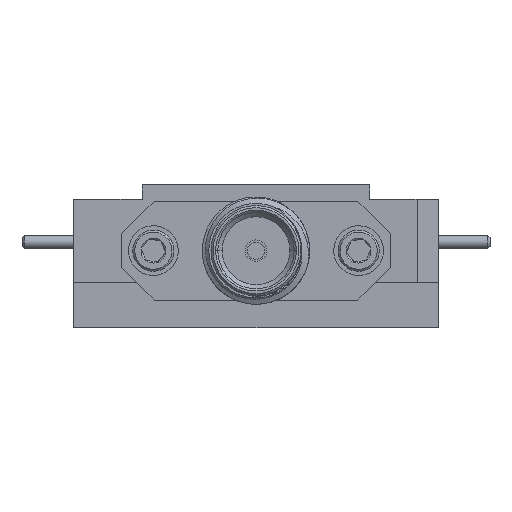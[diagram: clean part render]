
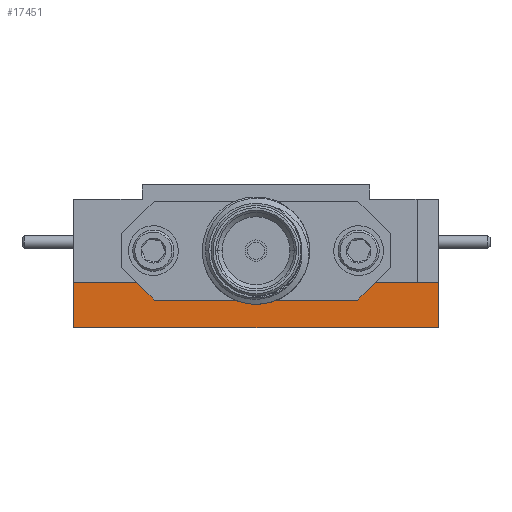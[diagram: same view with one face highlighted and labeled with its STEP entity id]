
A CAD part, left-side view. The second image highlights one B-rep face of the part: STEP entity #17451.
In plain terms, the highlighted planar face has unit normal (-1, 0, 0).
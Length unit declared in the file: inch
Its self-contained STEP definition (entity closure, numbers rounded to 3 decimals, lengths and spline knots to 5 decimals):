
#330 = CARTESIAN_POINT ( 'NONE',  ( -0.543, -0.425, -0.2 ) ) ;
#3680 = CARTESIAN_POINT ( 'NONE',  ( -0.543, 0.425, -0.2 ) ) ;
#5700 = CARTESIAN_POINT ( 'NONE',  ( -0.543, 0.425, -0.2 ) ) ;
#6094 = ORIENTED_EDGE ( 'NONE', *, *, #33697, .F. ) ;
#7469 = LINE ( 'NONE', #60936, #51123 ) ;
#11729 = VECTOR ( 'NONE', #15393, 39.37008 ) ;
#12123 = VERTEX_POINT ( 'NONE', #330 ) ;
#14240 = LINE ( 'NONE', #35597, #68180 ) ;
#14312 = DIRECTION ( 'NONE',  ( 0., 1., 0. ) ) ;
#15393 = DIRECTION ( 'NONE',  ( 0., 0., 1. ) ) ;
#15933 = EDGE_LOOP ( 'NONE', ( #54728, #58965, #6094, #37560 ) ) ;
#16431 = PLANE ( 'NONE',  #63603 ) ;
#17451 = ADVANCED_FACE ( 'NONE', ( #53305 ), #16431, .F. ) ;
#21905 = CARTESIAN_POINT ( 'NONE',  ( -0.543, 0.425, -0.2 ) ) ;
#27910 = EDGE_CURVE ( 'NONE', #12123, #49473, #36917, .T. ) ;
#28026 = VERTEX_POINT ( 'NONE', #5700 ) ;
#32028 = CARTESIAN_POINT ( 'NONE',  ( -0.543, -0.425, -0.2 ) ) ;
#33187 = DIRECTION ( 'NONE',  ( 0., 0., -1. ) ) ;
#33697 = EDGE_CURVE ( 'NONE', #12123, #28026, #7469, .T. ) ;
#33899 = EDGE_CURVE ( 'NONE', #49473, #61710, #14240, .T. ) ;
#35597 = CARTESIAN_POINT ( 'NONE',  ( -0.543, 0.425, -0.095 ) ) ;
#36917 = LINE ( 'NONE', #32028, #48005 ) ;
#37560 = ORIENTED_EDGE ( 'NONE', *, *, #27910, .T. ) ;
#48005 = VECTOR ( 'NONE', #59269, 39.37008 ) ;
#49473 = VERTEX_POINT ( 'NONE', #51798 ) ;
#50220 = LINE ( 'NONE', #3680, #11729 ) ;
#51123 = VECTOR ( 'NONE', #66188, 39.37008 ) ;
#51798 = CARTESIAN_POINT ( 'NONE',  ( -0.543, -0.425, -0.095 ) ) ;
#53305 = FACE_OUTER_BOUND ( 'NONE', #15933, .T. ) ;
#54449 = DIRECTION ( 'NONE',  ( 1., 0., 0. ) ) ;
#54728 = ORIENTED_EDGE ( 'NONE', *, *, #33899, .T. ) ;
#58920 = CARTESIAN_POINT ( 'NONE',  ( -0.543, 0.425, -0.095 ) ) ;
#58965 = ORIENTED_EDGE ( 'NONE', *, *, #68232, .F. ) ;
#59269 = DIRECTION ( 'NONE',  ( 0., 0., 1. ) ) ;
#60936 = CARTESIAN_POINT ( 'NONE',  ( -0.543, 0.425, -0.2 ) ) ;
#61710 = VERTEX_POINT ( 'NONE', #58920 ) ;
#63603 = AXIS2_PLACEMENT_3D ( 'NONE', #21905, #54449, #33187 ) ;
#66188 = DIRECTION ( 'NONE',  ( 0., 1., 0. ) ) ;
#68180 = VECTOR ( 'NONE', #14312, 39.37008 ) ;
#68232 = EDGE_CURVE ( 'NONE', #28026, #61710, #50220, .T. ) ;
